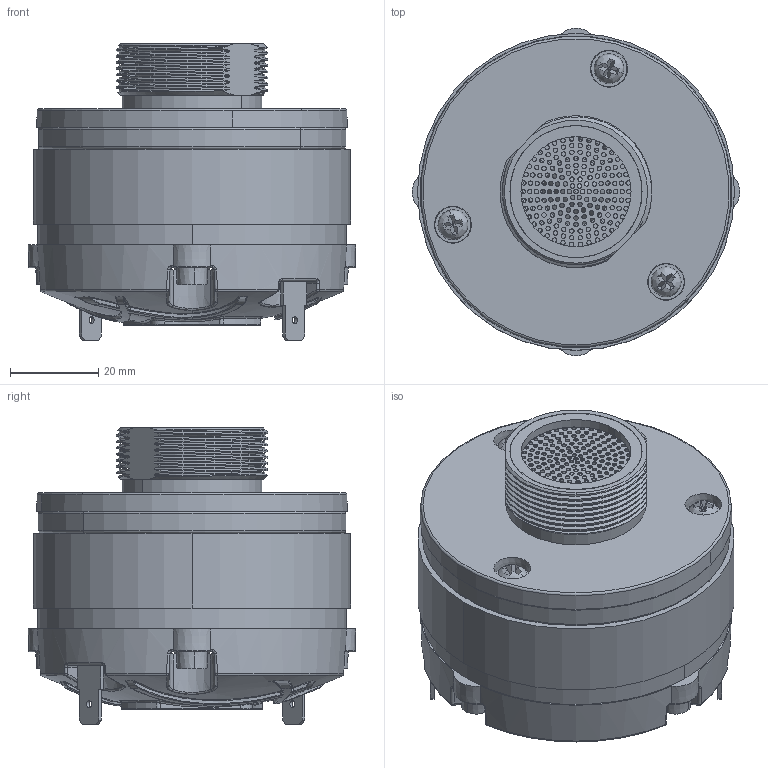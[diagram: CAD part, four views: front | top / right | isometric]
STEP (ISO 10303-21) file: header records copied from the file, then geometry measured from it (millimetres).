
FILE_DESCRIPTION (( 'STEP AP214' ), '1' );
FILE_NAME ('337 3D.STEP', '2023-05-03T05:35:53', ( '' ), ( '' ), 'SwSTEP 2.0', 'SolidWorks 2020', '' );
FILE_SCHEMA (( 'AUTOMOTIVE_DESIGN' ));
Length unit declared in the file: millimetre
Products named in the file (1): 337  3D
Bounding box: 74.34 x 74.34 x 67.45 mm (x, y, z)
Surface area: 31736.8 mm2 (no closed solid volume)
Topology: 0 solids, 25 shells, 918 faces, 2928 edges, 2011 vertices
Faces by surface type: cylinder 434, bspline 197, plane 138, torus 74, cone 56, sphere 19
Entity records: 63343 total; most frequent: CARTESIAN_POINT 28378, DIRECTION 5134, ORIENTED_EDGE 4917, EDGE_CURVE 2925, AXIS2_PLACEMENT_3D 2160, VERTEX_POINT 2009, CIRCLE 1438, EDGE_LOOP 1200
